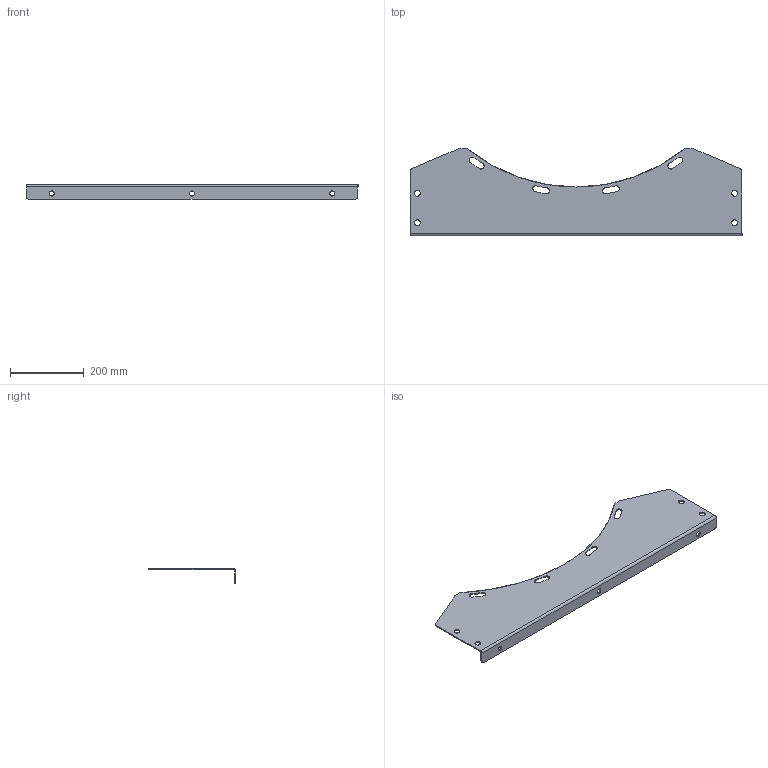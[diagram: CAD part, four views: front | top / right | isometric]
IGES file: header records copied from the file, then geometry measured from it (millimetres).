
Start section: SolidWorks IGES file using analytic representation for surfaces
Global section: file name: 1ST0900_CCst 90.IGS; native system: SolidWorks 2018; preprocessor: SolidWorks 2018; author: binatti; date: 220308.105342; units: millimetre
Bounding box: 900 x 237 x 40 mm (x, y, z)
Surface area: 390797.3 mm2 (no closed solid volume)
Topology: 0 solids, 0 shells, 63 faces, 1108 edges, 1108 vertices
Faces by surface type: revolution 44, bspline 19
